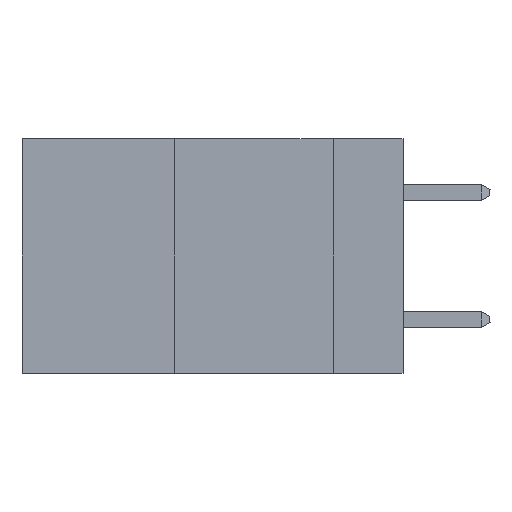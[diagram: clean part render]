
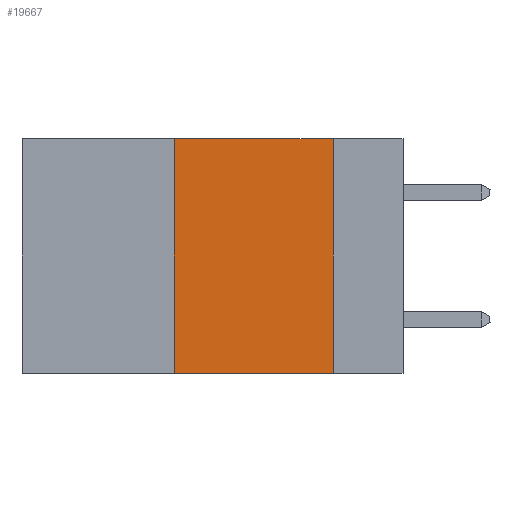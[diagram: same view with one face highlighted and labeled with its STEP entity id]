
A CAD part, left-side view. The second image highlights one B-rep face of the part: STEP entity #19667.
In plain terms, the highlighted planar face has unit normal (-1, 0, 0).
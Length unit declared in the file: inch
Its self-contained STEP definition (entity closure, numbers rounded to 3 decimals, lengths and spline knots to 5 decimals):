
#1750 = VERTEX_POINT ( 'NONE', #33756 ) ;
#4509 = CARTESIAN_POINT ( 'NONE',  ( 0., 0.11, 0. ) ) ;
#5478 = EDGE_CURVE ( 'NONE', #15040, #1750, #31752, .T. ) ;
#5535 = CARTESIAN_POINT ( 'NONE',  ( 0., 0.36, -0.37 ) ) ;
#7587 = AXIS2_PLACEMENT_3D ( 'NONE', #44910, #11613, #26497 ) ;
#7663 = CARTESIAN_POINT ( 'NONE',  ( 0., 0.36, 0. ) ) ;
#9044 = ORIENTED_EDGE ( 'NONE', *, *, #19689, .T. ) ;
#9902 = VERTEX_POINT ( 'NONE', #42006 ) ;
#11170 = LINE ( 'NONE', #21317, #26035 ) ;
#11613 = DIRECTION ( 'NONE',  ( 1., 0., 0. ) ) ;
#12711 = VECTOR ( 'NONE', #30508, 39.37008 ) ;
#14890 = ORIENTED_EDGE ( 'NONE', *, *, #30205, .F. ) ;
#15040 = VERTEX_POINT ( 'NONE', #5535 ) ;
#15545 = CARTESIAN_POINT ( 'NONE',  ( 0., 0.11, 0. ) ) ;
#18551 = VECTOR ( 'NONE', #29478, 39.37008 ) ;
#19016 = EDGE_LOOP ( 'NONE', ( #14890, #41220, #26420, #9044 ) ) ;
#19667 = ADVANCED_FACE ( 'NONE', ( #32611 ), #29907, .F. ) ;
#19689 = EDGE_CURVE ( 'NONE', #15040, #9902, #30322, .T. ) ;
#21317 = CARTESIAN_POINT ( 'NONE',  ( 0., 0.6, 0. ) ) ;
#22020 = EDGE_CURVE ( 'NONE', #1750, #36616, #11170, .T. ) ;
#26035 = VECTOR ( 'NONE', #35910, 39.37008 ) ;
#26420 = ORIENTED_EDGE ( 'NONE', *, *, #5478, .F. ) ;
#26497 = DIRECTION ( 'NONE',  ( 0., 0., -1. ) ) ;
#29168 = VECTOR ( 'NONE', #33760, 39.37008 ) ;
#29478 = DIRECTION ( 'NONE',  ( 0., 0., 1. ) ) ;
#29907 = PLANE ( 'NONE',  #7587 ) ;
#30205 = EDGE_CURVE ( 'NONE', #36616, #9902, #33406, .T. ) ;
#30322 = LINE ( 'NONE', #33923, #29168 ) ;
#30508 = DIRECTION ( 'NONE',  ( 0., 0., -1. ) ) ;
#31752 = LINE ( 'NONE', #7663, #18551 ) ;
#32611 = FACE_OUTER_BOUND ( 'NONE', #19016, .T. ) ;
#33406 = LINE ( 'NONE', #4509, #12711 ) ;
#33756 = CARTESIAN_POINT ( 'NONE',  ( 0., 0.36, 0. ) ) ;
#33760 = DIRECTION ( 'NONE',  ( 0., -1., 0. ) ) ;
#33923 = CARTESIAN_POINT ( 'NONE',  ( 0., 0.6, -0.37 ) ) ;
#35910 = DIRECTION ( 'NONE',  ( 0., -1., 0. ) ) ;
#36616 = VERTEX_POINT ( 'NONE', #15545 ) ;
#41220 = ORIENTED_EDGE ( 'NONE', *, *, #22020, .F. ) ;
#42006 = CARTESIAN_POINT ( 'NONE',  ( 0., 0.11, -0.37 ) ) ;
#44910 = CARTESIAN_POINT ( 'NONE',  ( 0., 0.6, 0. ) ) ;
